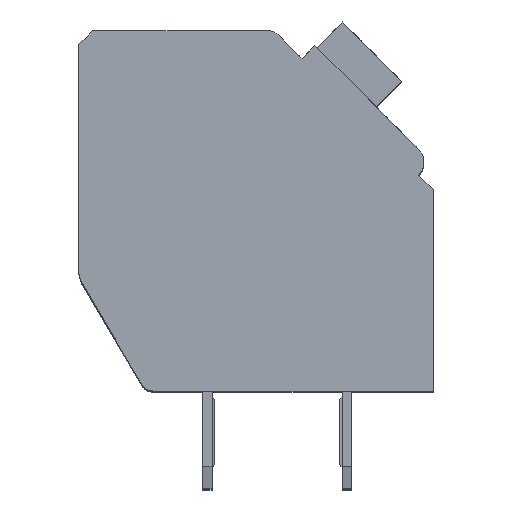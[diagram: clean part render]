
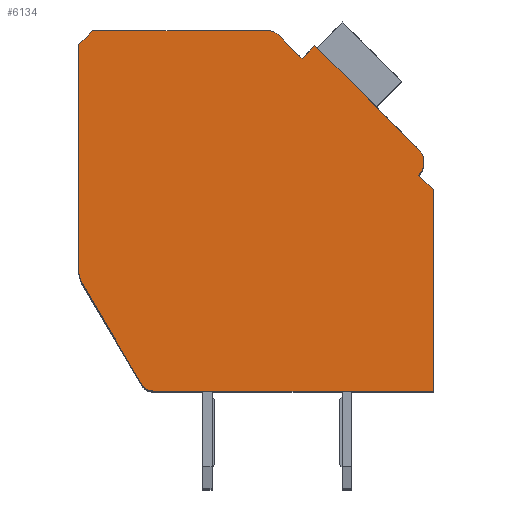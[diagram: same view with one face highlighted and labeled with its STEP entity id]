
A CAD part, top view. The second image highlights one B-rep face of the part: STEP entity #6134.
In plain terms, the highlighted planar face has unit normal (0, 0, 1).
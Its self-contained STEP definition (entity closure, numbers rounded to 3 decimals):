
#184=DIRECTION('',(0.,-1.,0.));
#185=VECTOR('',#184,8.053);
#186=CARTESIAN_POINT('',(-12.7,12.4,2.1));
#187=LINE('',#186,#185);
#188=DIRECTION('',(-0.707,-0.707,0.));
#189=VECTOR('',#188,0.707);
#190=CARTESIAN_POINT('',(-12.2,12.9,2.1));
#191=LINE('',#190,#189);
#192=DIRECTION('',(-1.,0.,0.));
#193=VECTOR('',#192,6.298);
#194=CARTESIAN_POINT('',(-5.902,12.9,2.1));
#195=LINE('',#194,#193);
#196=CARTESIAN_POINT('',(-5.902,12.4,2.1));
#197=DIRECTION('',(0.,0.,1.));
#198=DIRECTION('',(0.707,0.707,0.));
#199=AXIS2_PLACEMENT_3D('',#196,#197,#198);
#201=DIRECTION('',(-0.707,0.707,0.));
#202=VECTOR('',#201,1.197);
#203=CARTESIAN_POINT('',(-4.702,11.907,2.1));
#204=LINE('',#203,#202);
#205=DIRECTION('',(-0.707,-0.707,0.));
#206=VECTOR('',#205,0.65);
#207=CARTESIAN_POINT('',(-4.243,12.367,2.1));
#208=LINE('',#207,#206);
#209=DIRECTION('',(-0.707,0.707,0.));
#210=VECTOR('',#209,5.25);
#211=CARTESIAN_POINT('',(-0.53,8.655,2.1));
#212=LINE('',#211,#210);
#213=CARTESIAN_POINT('',(-0.99,8.195,2.1));
#214=DIRECTION('',(0.,0.,1.));
#215=DIRECTION('',(0.707,-0.707,0.));
#216=AXIS2_PLACEMENT_3D('',#213,#214,#215);
#218=DIRECTION('',(-0.707,0.707,0.));
#219=VECTOR('',#218,0.75);
#220=CARTESIAN_POINT('',(0.,7.205,2.1));
#221=LINE('',#220,#219);
#222=DIRECTION('',(0.,1.,0.));
#223=VECTOR('',#222,7.205);
#224=CARTESIAN_POINT('',(0.,0.,2.1));
#225=LINE('',#224,#223);
#226=DIRECTION('',(1.,0.,0.));
#227=VECTOR('',#226,10.014);
#228=CARTESIAN_POINT('',(-10.014,0.,2.1));
#229=LINE('',#228,#227);
#230=CARTESIAN_POINT('',(-10.014,0.5,2.1));
#231=DIRECTION('',(0.,0.,1.));
#232=DIRECTION('',(-0.862,-0.508,0.));
#233=AXIS2_PLACEMENT_3D('',#230,#231,#232);
#235=DIRECTION('',(0.508,-0.862,0.));
#236=VECTOR('',#235,4.17);
#237=CARTESIAN_POINT('',(-12.562,3.839,2.1));
#238=LINE('',#237,#236);
#239=CARTESIAN_POINT('',(-11.7,4.347,2.1));
#240=DIRECTION('',(0.,0.,1.));
#241=DIRECTION('',(-1.,0.,0.));
#242=AXIS2_PLACEMENT_3D('',#239,#240,#241);
#4565=CARTESIAN_POINT('',(-12.7,12.4,2.1));
#4566=CARTESIAN_POINT('',(-12.7,4.347,2.1));
#4567=VERTEX_POINT('',#4565);
#4568=VERTEX_POINT('',#4566);
#4569=CARTESIAN_POINT('',(-12.562,3.839,2.1));
#4570=VERTEX_POINT('',#4569);
#4571=CARTESIAN_POINT('',(-10.445,0.246,2.1));
#4572=VERTEX_POINT('',#4571);
#4573=CARTESIAN_POINT('',(-10.014,0.,2.1));
#4574=VERTEX_POINT('',#4573);
#4575=CARTESIAN_POINT('',(0.,0.,2.1));
#4576=VERTEX_POINT('',#4575);
#4577=CARTESIAN_POINT('',(0.,7.205,2.1));
#4578=VERTEX_POINT('',#4577);
#4579=CARTESIAN_POINT('',(-0.53,7.735,2.1));
#4580=VERTEX_POINT('',#4579);
#4581=CARTESIAN_POINT('',(-0.53,8.655,2.1));
#4582=VERTEX_POINT('',#4581);
#4583=CARTESIAN_POINT('',(-4.243,12.367,2.1));
#4584=VERTEX_POINT('',#4583);
#4585=CARTESIAN_POINT('',(-4.702,11.907,2.1));
#4586=VERTEX_POINT('',#4585);
#4587=CARTESIAN_POINT('',(-5.548,12.754,2.1));
#4588=VERTEX_POINT('',#4587);
#4589=CARTESIAN_POINT('',(-5.902,12.9,2.1));
#4590=VERTEX_POINT('',#4589);
#4591=CARTESIAN_POINT('',(-12.2,12.9,2.1));
#4592=VERTEX_POINT('',#4591);
#6101=CARTESIAN_POINT('',(0.,0.,2.1));
#6102=DIRECTION('',(0.,0.,1.));
#6103=DIRECTION('',(1.,0.,0.));
#6104=AXIS2_PLACEMENT_3D('',#6101,#6102,#6103);
#6105=PLANE('',#6104);
#6106=ORIENTED_EDGE('',*,*,#5969,.F.);
#6108=ORIENTED_EDGE('',*,*,#6107,.F.);
#6110=ORIENTED_EDGE('',*,*,#6109,.F.);
#6112=ORIENTED_EDGE('',*,*,#6111,.F.);
#6114=ORIENTED_EDGE('',*,*,#6113,.F.);
#6116=ORIENTED_EDGE('',*,*,#6115,.F.);
#6118=ORIENTED_EDGE('',*,*,#6117,.F.);
#6120=ORIENTED_EDGE('',*,*,#6119,.F.);
#6122=ORIENTED_EDGE('',*,*,#6121,.F.);
#6124=ORIENTED_EDGE('',*,*,#6123,.F.);
#6126=ORIENTED_EDGE('',*,*,#6125,.F.);
#6128=ORIENTED_EDGE('',*,*,#6127,.F.);
#6130=ORIENTED_EDGE('',*,*,#6129,.F.);
#6131=ORIENTED_EDGE('',*,*,#6034,.F.);
#6132=EDGE_LOOP('',(#6106,#6108,#6110,#6112,#6114,#6116,#6118,#6120,#6122,#6124,
#6126,#6128,#6130,#6131));
#6133=FACE_OUTER_BOUND('',#6132,.F.);
#200=CIRCLE('',#199,0.5);
#217=CIRCLE('',#216,0.65);
#234=CIRCLE('',#233,0.5);
#243=CIRCLE('',#242,1.);
#5969=EDGE_CURVE('',#4567,#4568,#187,.T.);
#6034=EDGE_CURVE('',#4568,#4570,#243,.T.);
#6107=EDGE_CURVE('',#4592,#4567,#191,.T.);
#6109=EDGE_CURVE('',#4590,#4592,#195,.T.);
#6111=EDGE_CURVE('',#4588,#4590,#200,.T.);
#6113=EDGE_CURVE('',#4586,#4588,#204,.T.);
#6115=EDGE_CURVE('',#4584,#4586,#208,.T.);
#6117=EDGE_CURVE('',#4582,#4584,#212,.T.);
#6119=EDGE_CURVE('',#4580,#4582,#217,.T.);
#6121=EDGE_CURVE('',#4578,#4580,#221,.T.);
#6123=EDGE_CURVE('',#4576,#4578,#225,.T.);
#6125=EDGE_CURVE('',#4574,#4576,#229,.T.);
#6127=EDGE_CURVE('',#4572,#4574,#234,.T.);
#6129=EDGE_CURVE('',#4570,#4572,#238,.T.);
#6134=ADVANCED_FACE('',(#6133),#6105,.T.);
